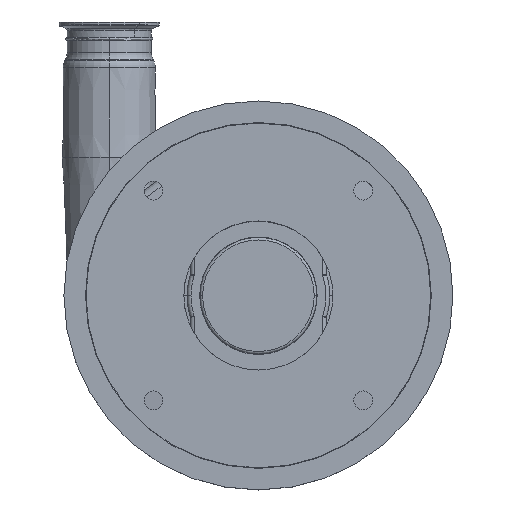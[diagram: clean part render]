
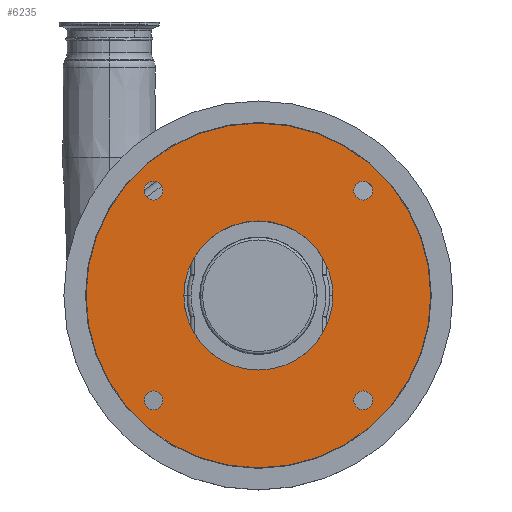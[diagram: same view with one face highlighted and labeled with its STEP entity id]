
A CAD part, top view. The second image highlights one B-rep face of the part: STEP entity #6235.
In plain terms, the highlighted planar face has unit normal (0, 0, 1).
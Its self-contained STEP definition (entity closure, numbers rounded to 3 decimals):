
#33 = CIRCLE ( 'NONE', #12516, 7.25 ) ;
#176 = DIRECTION ( 'NONE',  ( 1., 0., 0. ) ) ;
#245 = DIRECTION ( 'NONE',  ( 0., 0., 1. ) ) ;
#260 = EDGE_CURVE ( 'NONE', #12716, #1219, #33, .T. ) ;
#317 = DIRECTION ( 'NONE',  ( 0., 0., 1. ) ) ;
#573 = ORIENTED_EDGE ( 'NONE', *, *, #14238, .F. ) ;
#800 = CARTESIAN_POINT ( 'NONE',  ( 80.822, 80.822, 189.5 ) ) ;
#841 = CIRCLE ( 'NONE', #4624, 57.5 ) ;
#1073 = VERTEX_POINT ( 'NONE', #9455 ) ;
#1212 = CARTESIAN_POINT ( 'NONE',  ( -80.822, 80.822, 189.5 ) ) ;
#1219 = VERTEX_POINT ( 'NONE', #4824 ) ;
#1617 = VERTEX_POINT ( 'NONE', #3469 ) ;
#1665 = CARTESIAN_POINT ( 'NONE',  ( 88.072, -80.822, 189.5 ) ) ;
#1695 = CIRCLE ( 'NONE', #13241, 132.95 ) ;
#1734 = DIRECTION ( 'NONE',  ( 1., 0., 0. ) ) ;
#1832 = DIRECTION ( 'NONE',  ( 1., 0., 0. ) ) ;
#2018 = CIRCLE ( 'NONE', #12834, 7.25 ) ;
#2189 = DIRECTION ( 'NONE',  ( 0., 0., 1. ) ) ;
#2234 = DIRECTION ( 'NONE',  ( 0., 0., 1. ) ) ;
#2291 = FACE_BOUND ( 'NONE', #5370, .T. ) ;
#2341 = EDGE_CURVE ( 'NONE', #4631, #7496, #1695, .T. ) ;
#2364 = CIRCLE ( 'NONE', #10807, 7.25 ) ;
#2372 = CARTESIAN_POINT ( 'NONE',  ( 80.822, -80.822, 189.5 ) ) ;
#2428 = CARTESIAN_POINT ( 'NONE',  ( 80.822, 80.822, 189.5 ) ) ;
#2432 = AXIS2_PLACEMENT_3D ( 'NONE', #4275, #245, #4775 ) ;
#2456 = CARTESIAN_POINT ( 'NONE',  ( 73.572, 80.822, 189.5 ) ) ;
#2515 = EDGE_CURVE ( 'NONE', #11434, #1617, #8331, .T. ) ;
#2921 = FACE_BOUND ( 'NONE', #10149, .T. ) ;
#3171 = DIRECTION ( 'NONE',  ( 1., 0., 0. ) ) ;
#3469 = CARTESIAN_POINT ( 'NONE',  ( 73.572, -80.822, 189.5 ) ) ;
#3518 = EDGE_CURVE ( 'NONE', #1617, #11434, #5894, .T. ) ;
#3622 = FACE_BOUND ( 'NONE', #10565, .T. ) ;
#3690 = DIRECTION ( 'NONE',  ( 1., 0., 0. ) ) ;
#3892 = ORIENTED_EDGE ( 'NONE', *, *, #2341, .T. ) ;
#4275 = CARTESIAN_POINT ( 'NONE',  ( 80.822, -80.822, 189.5 ) ) ;
#4334 = EDGE_CURVE ( 'NONE', #7496, #4631, #8962, .T. ) ;
#4624 = AXIS2_PLACEMENT_3D ( 'NONE', #11208, #2234, #7862 ) ;
#4631 = VERTEX_POINT ( 'NONE', #8813 ) ;
#4708 = AXIS2_PLACEMENT_3D ( 'NONE', #2372, #6882, #5610 ) ;
#4775 = DIRECTION ( 'NONE',  ( 1., 0., 0. ) ) ;
#4824 = CARTESIAN_POINT ( 'NONE',  ( -73.572, -80.822, 189.5 ) ) ;
#5176 = CIRCLE ( 'NONE', #6848, 7.25 ) ;
#5370 = EDGE_LOOP ( 'NONE', ( #8538, #10023 ) ) ;
#5422 = ORIENTED_EDGE ( 'NONE', *, *, #4334, .T. ) ;
#5610 = DIRECTION ( 'NONE',  ( 1., 0., 0. ) ) ;
#5894 = CIRCLE ( 'NONE', #4708, 7.25 ) ;
#6050 = CIRCLE ( 'NONE', #7947, 7.25 ) ;
#6068 = CARTESIAN_POINT ( 'NONE',  ( 88.072, 80.822, 189.5 ) ) ;
#6235 = ADVANCED_FACE ( 'NONE', ( #13487, #2291, #3622, #7359, #13782, #2921 ), #9618, .T. ) ;
#6483 = DIRECTION ( 'NONE',  ( 1., 0., 0. ) ) ;
#6498 = EDGE_LOOP ( 'NONE', ( #14417, #7045 ) ) ;
#6836 = ORIENTED_EDGE ( 'NONE', *, *, #260, .F. ) ;
#6848 = AXIS2_PLACEMENT_3D ( 'NONE', #800, #7466, #3171 ) ;
#6882 = DIRECTION ( 'NONE',  ( 0., 0., 1. ) ) ;
#6938 = DIRECTION ( 'NONE',  ( 1., 0., 0. ) ) ;
#7021 = CARTESIAN_POINT ( 'NONE',  ( -57.5, 0., 189.5 ) ) ;
#7045 = ORIENTED_EDGE ( 'NONE', *, *, #8021, .F. ) ;
#7077 = DIRECTION ( 'NONE',  ( 1., 0., 0. ) ) ;
#7080 = AXIS2_PLACEMENT_3D ( 'NONE', #7516, #2189, #6483 ) ;
#7249 = ORIENTED_EDGE ( 'NONE', *, *, #9189, .F. ) ;
#7359 = FACE_BOUND ( 'NONE', #10080, .T. ) ;
#7440 = ORIENTED_EDGE ( 'NONE', *, *, #2515, .F. ) ;
#7466 = DIRECTION ( 'NONE',  ( 0., 0., 1. ) ) ;
#7496 = VERTEX_POINT ( 'NONE', #12018 ) ;
#7516 = CARTESIAN_POINT ( 'NONE',  ( 0., 0., 189.5 ) ) ;
#7691 = DIRECTION ( 'NONE',  ( 1., 0., 0. ) ) ;
#7718 = AXIS2_PLACEMENT_3D ( 'NONE', #2428, #10385, #6938 ) ;
#7862 = DIRECTION ( 'NONE',  ( 1., 0., 0. ) ) ;
#7913 = EDGE_CURVE ( 'NONE', #1219, #12716, #2364, .T. ) ;
#7947 = AXIS2_PLACEMENT_3D ( 'NONE', #10308, #12590, #7077 ) ;
#7956 = DIRECTION ( 'NONE',  ( 0., 0., 1. ) ) ;
#7971 = CARTESIAN_POINT ( 'NONE',  ( -88.072, -80.822, 189.5 ) ) ;
#8021 = EDGE_CURVE ( 'NONE', #8640, #11028, #5176, .T. ) ;
#8331 = CIRCLE ( 'NONE', #2432, 7.25 ) ;
#8456 = CARTESIAN_POINT ( 'NONE',  ( -80.822, -80.822, 189.5 ) ) ;
#8538 = ORIENTED_EDGE ( 'NONE', *, *, #14219, .F. ) ;
#8540 = CARTESIAN_POINT ( 'NONE',  ( 0., 0., 189.5 ) ) ;
#8599 = VERTEX_POINT ( 'NONE', #13434 ) ;
#8640 = VERTEX_POINT ( 'NONE', #2456 ) ;
#8695 = DIRECTION ( 'NONE',  ( 0., 0., 1. ) ) ;
#8813 = CARTESIAN_POINT ( 'NONE',  ( -132.95, 0., 189.5 ) ) ;
#8962 = CIRCLE ( 'NONE', #7080, 132.95 ) ;
#9098 = CIRCLE ( 'NONE', #13562, 57.5 ) ;
#9189 = EDGE_CURVE ( 'NONE', #1073, #11365, #841, .T. ) ;
#9293 = EDGE_CURVE ( 'NONE', #10019, #8599, #6050, .T. ) ;
#9357 = EDGE_CURVE ( 'NONE', #11028, #8640, #9802, .T. ) ;
#9421 = DIRECTION ( 'NONE',  ( 0., 0., 1. ) ) ;
#9455 = CARTESIAN_POINT ( 'NONE',  ( 57.5, 0., 189.5 ) ) ;
#9490 = CARTESIAN_POINT ( 'NONE',  ( -88.072, 80.822, 189.5 ) ) ;
#9618 = PLANE ( 'NONE',  #10805 ) ;
#9802 = CIRCLE ( 'NONE', #7718, 7.25 ) ;
#10019 = VERTEX_POINT ( 'NONE', #9490 ) ;
#10023 = ORIENTED_EDGE ( 'NONE', *, *, #9293, .F. ) ;
#10080 = EDGE_LOOP ( 'NONE', ( #7440, #14227 ) ) ;
#10149 = EDGE_LOOP ( 'NONE', ( #7249, #573 ) ) ;
#10308 = CARTESIAN_POINT ( 'NONE',  ( -80.822, 80.822, 189.5 ) ) ;
#10385 = DIRECTION ( 'NONE',  ( 0., 0., 1. ) ) ;
#10565 = EDGE_LOOP ( 'NONE', ( #12968, #6836 ) ) ;
#10745 = DIRECTION ( 'NONE',  ( 0., 0., 1. ) ) ;
#10805 = AXIS2_PLACEMENT_3D ( 'NONE', #8540, #13009, #3690 ) ;
#10807 = AXIS2_PLACEMENT_3D ( 'NONE', #13114, #10745, #7691 ) ;
#11028 = VERTEX_POINT ( 'NONE', #6068 ) ;
#11208 = CARTESIAN_POINT ( 'NONE',  ( 0., 0., 189.5 ) ) ;
#11230 = CARTESIAN_POINT ( 'NONE',  ( 0., 0., 189.5 ) ) ;
#11365 = VERTEX_POINT ( 'NONE', #7021 ) ;
#11434 = VERTEX_POINT ( 'NONE', #1665 ) ;
#12018 = CARTESIAN_POINT ( 'NONE',  ( 132.95, 0., 189.5 ) ) ;
#12416 = DIRECTION ( 'NONE',  ( 1., 0., 0. ) ) ;
#12516 = AXIS2_PLACEMENT_3D ( 'NONE', #8456, #9421, #1734 ) ;
#12590 = DIRECTION ( 'NONE',  ( 0., 0., 1. ) ) ;
#12716 = VERTEX_POINT ( 'NONE', #7971 ) ;
#12834 = AXIS2_PLACEMENT_3D ( 'NONE', #1212, #7956, #176 ) ;
#12968 = ORIENTED_EDGE ( 'NONE', *, *, #7913, .F. ) ;
#13009 = DIRECTION ( 'NONE',  ( 0., 0., 1. ) ) ;
#13114 = CARTESIAN_POINT ( 'NONE',  ( -80.822, -80.822, 189.5 ) ) ;
#13241 = AXIS2_PLACEMENT_3D ( 'NONE', #14140, #8695, #1832 ) ;
#13434 = CARTESIAN_POINT ( 'NONE',  ( -73.572, 80.822, 189.5 ) ) ;
#13487 = FACE_OUTER_BOUND ( 'NONE', #13984, .T. ) ;
#13562 = AXIS2_PLACEMENT_3D ( 'NONE', #11230, #317, #12416 ) ;
#13782 = FACE_BOUND ( 'NONE', #6498, .T. ) ;
#13984 = EDGE_LOOP ( 'NONE', ( #5422, #3892 ) ) ;
#14140 = CARTESIAN_POINT ( 'NONE',  ( 0., 0., 189.5 ) ) ;
#14219 = EDGE_CURVE ( 'NONE', #8599, #10019, #2018, .T. ) ;
#14227 = ORIENTED_EDGE ( 'NONE', *, *, #3518, .F. ) ;
#14238 = EDGE_CURVE ( 'NONE', #11365, #1073, #9098, .T. ) ;
#14417 = ORIENTED_EDGE ( 'NONE', *, *, #9357, .F. ) ;
